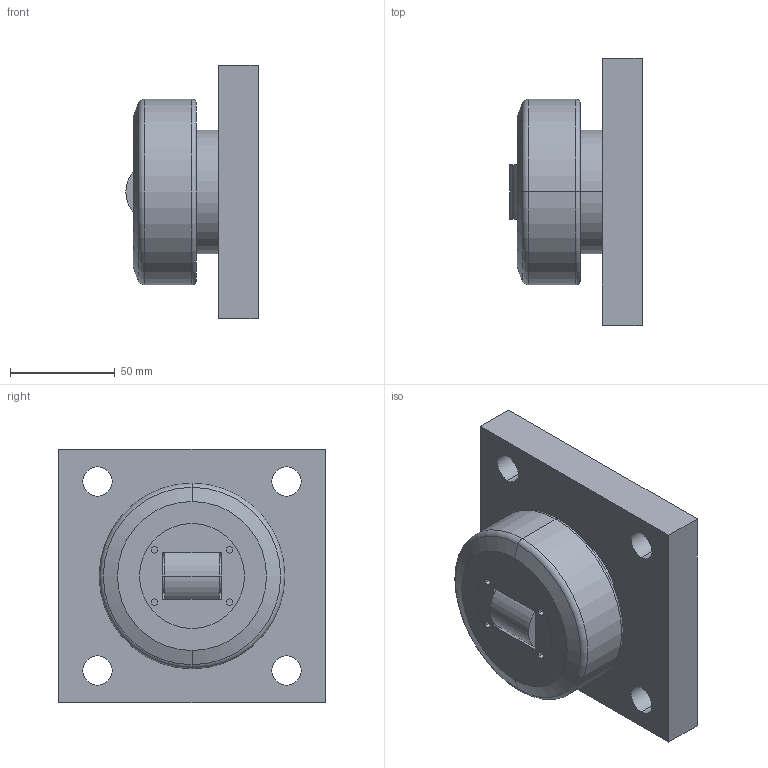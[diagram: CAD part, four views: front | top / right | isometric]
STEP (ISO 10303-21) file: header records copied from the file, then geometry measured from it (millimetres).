
FILE_DESCRIPTION (( 'STEP AP203' ), '1' );
FILE_NAME ('CRT_6F056EC121.step', '2019-10-18T13:38:22', ( '' ), ( '' ), 'SwSTEP 2.0', 'SolidWorks 2018', '' );
FILE_SCHEMA (( 'CONFIG_CONTROL_DESIGN' ));
Length unit declared in the file: inch
Products named in the file (3): CRT_6F056EC121; 88SWu8w6xQ_CADModel_0
Assembly tree (1 placements, depth 2):
  CRT_6F056EC121
    88SWu8w6xQ_CADModel_0
  88SWu8w6xQ_CADModel_0
Bounding box: 63.05 x 127 x 120.65 mm (x, y, z)
Volume: 474920.5 mm3; surface area: 85555 mm2
Topology: 5 solids, 5 shells, 89 faces, 203 edges, 132 vertices
Faces by surface type: plane 45, cylinder 34, cone 6, torus 4
Entity records: 3153 total; most frequent: CARTESIAN_POINT 789, DIRECTION 453, ORIENTED_EDGE 406, EDGE_CURVE 203, AXIS2_PLACEMENT_3D 164, VERTEX_POINT 132, LINE 125, VECTOR 125
